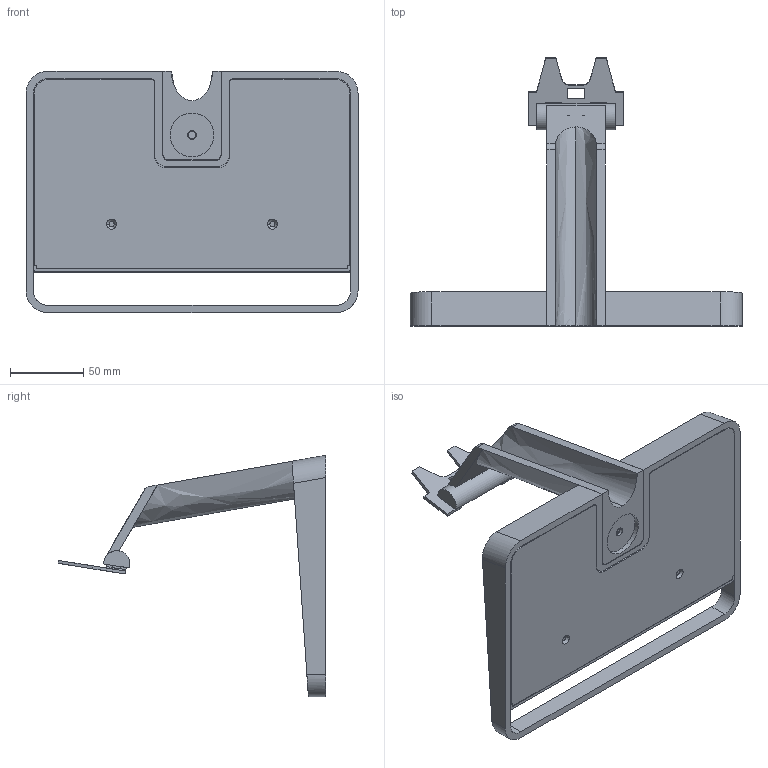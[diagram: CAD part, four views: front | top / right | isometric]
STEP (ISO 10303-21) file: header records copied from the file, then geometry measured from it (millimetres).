
FILE_DESCRIPTION (( 'STEP AP214' ), '1' );
FILE_NAME ('Monitor Stand.STEP', '2023-02-28T08:00:38', ( '' ), ( '' ), 'SwSTEP 2.0', 'SolidWorks 2015', '' );
FILE_SCHEMA (( 'AUTOMOTIVE_DESIGN' ));
Length unit declared in the file: millimetre
Products named in the file (11): nut_din_985-m4x0_7-10; Base 01; Base 02; iso_7045_m4_x_10_h; Base 05; item_0063956_countersunk_screw_din_7991_m4x10_details_3; Base 03; Monitor Stand; Base 07; Base 04; Base 06
Assembly tree (16 placements, depth 2):
  Monitor Stand
    Base 01
    Base 02
    Base 03
    Base 04
    Base 06
    Base 05
    iso_7045_m4_x_10_h  x2
    Base 07  x4
    item_0063956_countersunk_screw_din_7991_m4x10_details_3  x2
    nut_din_985-m4x0_7-10  x2
Bounding box: 227 x 183.22 x 165 mm (x, y, z)
Volume: 526955 mm3; surface area: 226445.1 mm2
Topology: 16 solids, 16 shells, 444 faces, 1129 edges, 722 vertices
Faces by surface type: plane 269, cylinder 119, cone 40, bspline 8, sphere 4, torus 4
Entity records: 11899 total; most frequent: CARTESIAN_POINT 2414, DIRECTION 1859, ORIENTED_EDGE 1850, EDGE_CURVE 925, LINE 637, VECTOR 637, AXIS2_PLACEMENT_3D 611, VERTEX_POINT 594
